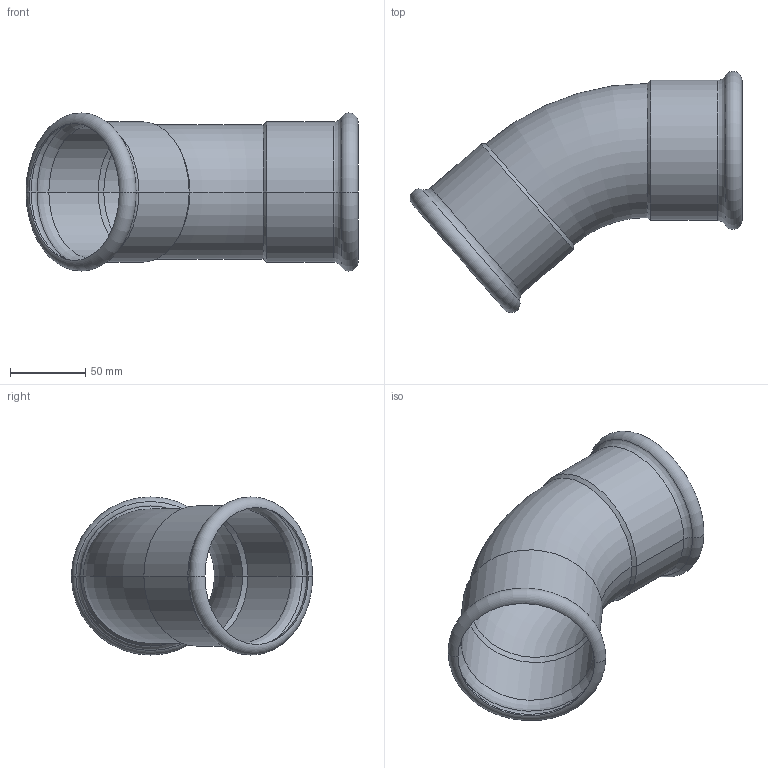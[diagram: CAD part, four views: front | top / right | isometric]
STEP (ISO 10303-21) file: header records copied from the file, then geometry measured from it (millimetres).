
FILE_DESCRIPTION (( 'STEP AP203' ), '1' );
FILE_NAME ('3D_P704_88.9_141129580.STEP', '2024-11-17T06:51:44', ( '' ), ( '' ), 'SwSTEP 2.0', 'SolidWorks 2023', '' );
FILE_SCHEMA (( 'CONFIG_CONTROL_DESIGN' ));
Length unit declared in the file: millimetre
Products named in the file (1): 3D_P704_88.9_141129580
Bounding box: 220.19 x 160.01 x 104.9 mm (x, y, z)
Volume: 125892.9 mm3; surface area: 127381.6 mm2
Topology: 1 solids, 1 shells, 40 faces, 80 edges, 40 vertices
Faces by surface type: torus 20, cone 12, cylinder 8
Entity records: 1105 total; most frequent: DIRECTION 222, CARTESIAN_POINT 161, ORIENTED_EDGE 160, AXIS2_PLACEMENT_3D 101, EDGE_CURVE 80, CIRCLE 60, ADVANCED_FACE 40, VERTEX_POINT 40
